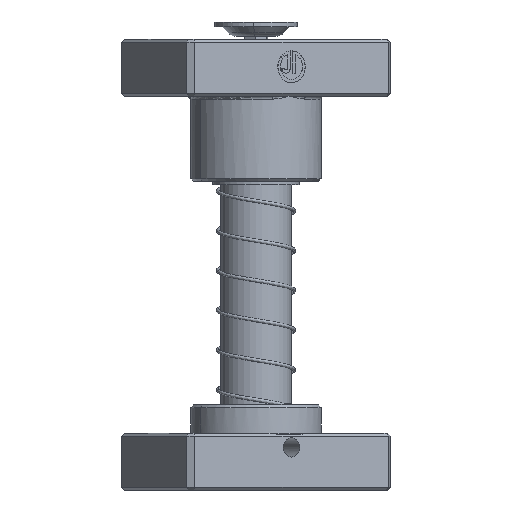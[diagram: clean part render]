
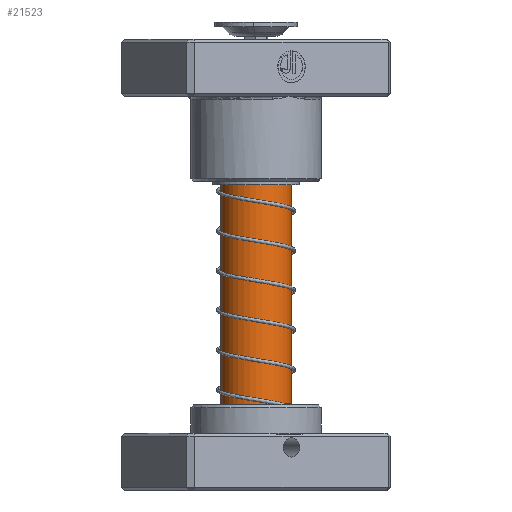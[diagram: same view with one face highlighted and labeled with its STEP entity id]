
A CAD part, front view. The second image highlights one B-rep face of the part: STEP entity #21523.
In plain terms, the highlighted cylindrical face has radius 12.5 mm (diameter 25 mm), a partial arc.
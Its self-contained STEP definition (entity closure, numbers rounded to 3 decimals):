
#2495 = CIRCLE ( 'NONE', #23994, 12.5 ) ;
#7749 = VERTEX_POINT ( 'NONE', #16027 ) ;
#8205 = CARTESIAN_POINT ( 'NONE',  ( 0., 0., 140. ) ) ;
#8392 = VERTEX_POINT ( 'NONE', #35797 ) ;
#9442 = VERTEX_POINT ( 'NONE', #33107 ) ;
#9681 = AXIS2_PLACEMENT_3D ( 'NONE', #11756, #34872, #15055 ) ;
#9827 = LINE ( 'NONE', #20727, #26342 ) ;
#11756 = CARTESIAN_POINT ( 'NONE',  ( 0., 0., 19. ) ) ;
#13766 = AXIS2_PLACEMENT_3D ( 'NONE', #8205, #17840, #31313 ) ;
#15055 = DIRECTION ( 'NONE',  ( -1., 0., 0. ) ) ;
#16027 = CARTESIAN_POINT ( 'NONE',  ( 12.5, 0., 137.5 ) ) ;
#16741 = DIRECTION ( 'NONE',  ( 0., 0., -1. ) ) ;
#17446 = VERTEX_POINT ( 'NONE', #19835 ) ;
#17840 = DIRECTION ( 'NONE',  ( 0., 0., -1. ) ) ;
#18468 = EDGE_CURVE ( 'NONE', #7749, #17446, #9827, .T. ) ;
#19390 = CARTESIAN_POINT ( 'NONE',  ( 0., 0., 137.5 ) ) ;
#19835 = CARTESIAN_POINT ( 'NONE',  ( 12.5, 0., 19. ) ) ;
#20321 = LINE ( 'NONE', #36566, #36872 ) ;
#20727 = CARTESIAN_POINT ( 'NONE',  ( 12.5, 0., 140. ) ) ;
#21523 = ADVANCED_FACE ( 'NONE', ( #28000 ), #26962, .T. ) ;
#22575 = EDGE_LOOP ( 'NONE', ( #28549, #28588, #27541, #24757 ) ) ;
#22734 = DIRECTION ( 'NONE',  ( 1., 0., 0. ) ) ;
#23994 = AXIS2_PLACEMENT_3D ( 'NONE', #19390, #42525, #22734 ) ;
#24319 = DIRECTION ( 'NONE',  ( 0., 0., -1. ) ) ;
#24757 = ORIENTED_EDGE ( 'NONE', *, *, #37865, .F. ) ;
#26342 = VECTOR ( 'NONE', #24319, 1000. ) ;
#26962 = CYLINDRICAL_SURFACE ( 'NONE', #13766, 12.5 ) ;
#27541 = ORIENTED_EDGE ( 'NONE', *, *, #38633, .T. ) ;
#28000 = FACE_OUTER_BOUND ( 'NONE', #22575, .T. ) ;
#28549 = ORIENTED_EDGE ( 'NONE', *, *, #18468, .F. ) ;
#28588 = ORIENTED_EDGE ( 'NONE', *, *, #31755, .T. ) ;
#31313 = DIRECTION ( 'NONE',  ( -1., 0., 0. ) ) ;
#31755 = EDGE_CURVE ( 'NONE', #7749, #9442, #2495, .T. ) ;
#32317 = CIRCLE ( 'NONE', #9681, 12.5 ) ;
#33107 = CARTESIAN_POINT ( 'NONE',  ( -12.5, 0., 137.5 ) ) ;
#34872 = DIRECTION ( 'NONE',  ( 0., 0., -1. ) ) ;
#35797 = CARTESIAN_POINT ( 'NONE',  ( -12.5, 0., 19. ) ) ;
#36566 = CARTESIAN_POINT ( 'NONE',  ( -12.5, 0., 140. ) ) ;
#36872 = VECTOR ( 'NONE', #16741, 1000. ) ;
#37865 = EDGE_CURVE ( 'NONE', #17446, #8392, #32317, .T. ) ;
#38633 = EDGE_CURVE ( 'NONE', #9442, #8392, #20321, .T. ) ;
#42525 = DIRECTION ( 'NONE',  ( 0., 0., -1. ) ) ;
